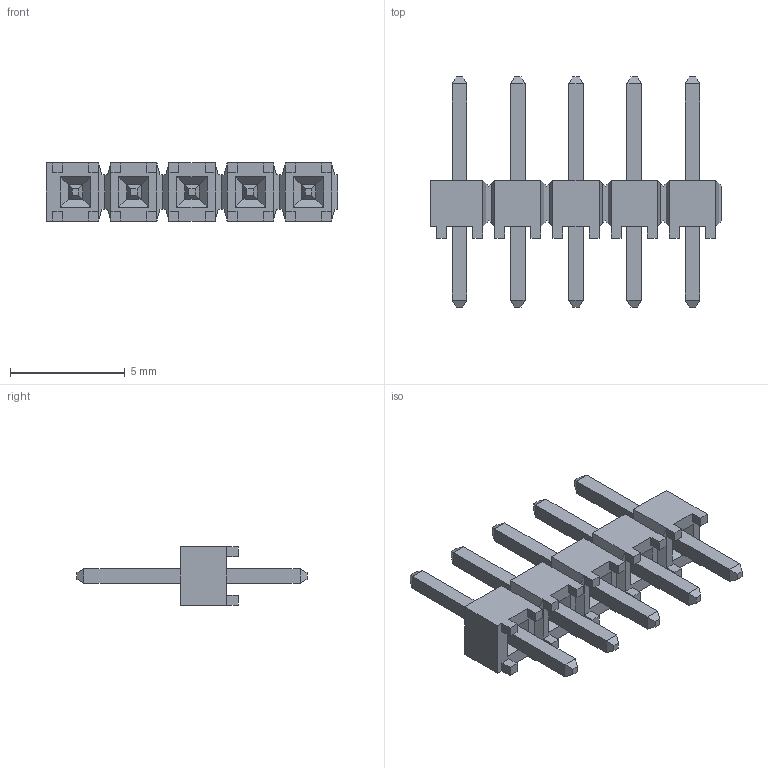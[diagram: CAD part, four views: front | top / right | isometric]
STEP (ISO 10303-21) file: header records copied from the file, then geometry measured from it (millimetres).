
FILE_DESCRIPTION (( 'STEP AP214' ), '1' );
FILE_NAME ('BG030-05-G-0450-0300-N-G.STEP', '2012-07-04T12:54:10', ( 'Master' ), ( '' ), 'SwSTEP 2.0', 'SolidWorks 2010', '' );
FILE_SCHEMA (( 'AUTOMOTIVE_DESIGN' ));
Length unit declared in the file: millimetre
Products named in the file (1): BG030-05-G-0450-0300-N-G
Bounding box: 12.7 x 10.04 x 2.54 mm (x, y, z)
Volume: 76.3 mm3; surface area: 266.2 mm2
Topology: 1 solids, 1 shells, 278 faces, 704 edges, 438 vertices
Faces by surface type: plane 278
Entity records: 10147 total; most frequent: CARTESIAN_POINT 1421, ORIENTED_EDGE 1408, DIRECTION 1262, VECTOR 704, LINE 704, EDGE_CURVE 704, VERTEX_POINT 438, EDGE_LOOP 288
